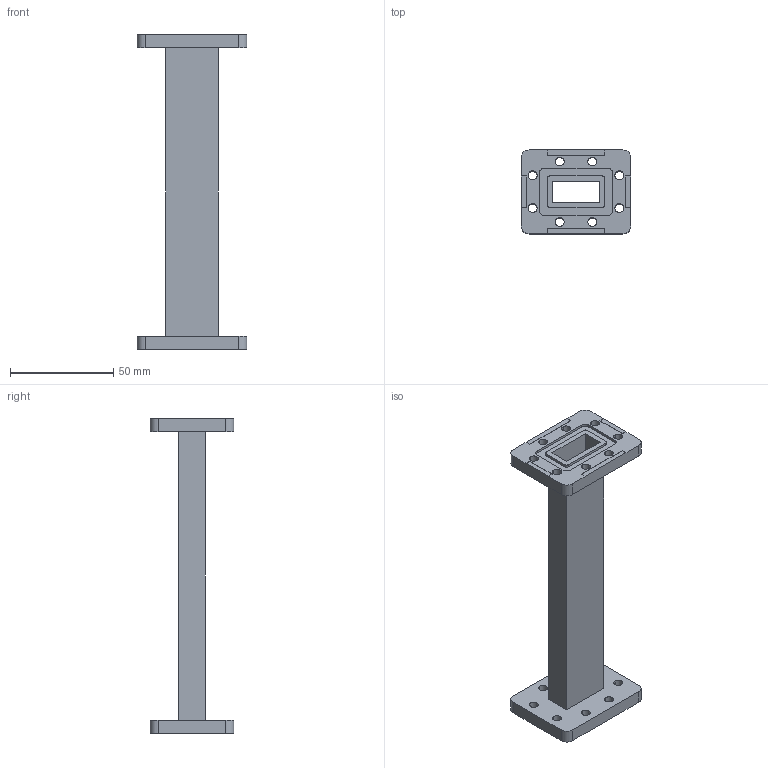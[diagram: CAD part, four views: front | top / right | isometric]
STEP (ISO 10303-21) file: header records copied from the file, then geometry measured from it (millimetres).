
FILE_DESCRIPTION (( 'STEP AP214' ), '1' );
FILE_NAME ('SMF90SA-06_3D.step', '2023-11-15T22:15:16', ( '' ), ( '' ), 'SwSTEP 2.0', 'SolidWorks 2022', '' );
FILE_SCHEMA (( 'AUTOMOTIVE_DESIGN' ));
Length unit declared in the file: inch
Products named in the file (1): SMF90SA-06_3D
Bounding box: 53.14 x 40.49 x 152.6 mm (x, y, z)
Volume: 34445.1 mm3; surface area: 31902.8 mm2
Topology: 1 solids, 1 shells, 133 faces, 372 edges, 248 vertices
Faces by surface type: plane 77, cylinder 56
Entity records: 4406 total; most frequent: CARTESIAN_POINT 754, DIRECTION 752, ORIENTED_EDGE 744, EDGE_CURVE 372, LINE 260, VECTOR 260, VERTEX_POINT 248, AXIS2_PLACEMENT_3D 246
